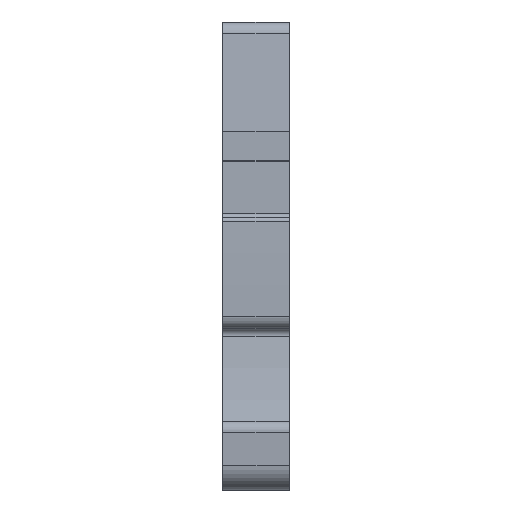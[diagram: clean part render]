
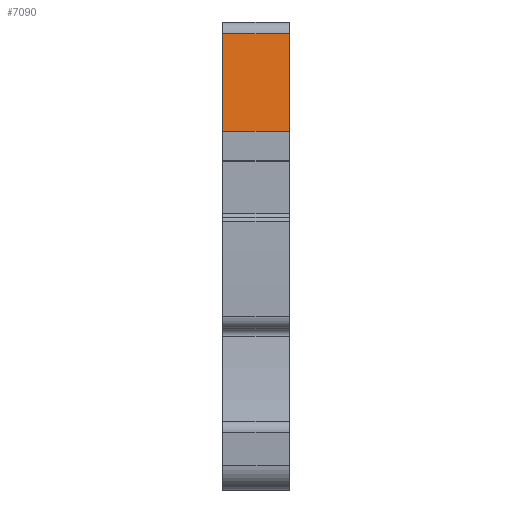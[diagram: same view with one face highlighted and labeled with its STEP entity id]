
A CAD part, front view. The second image highlights one B-rep face of the part: STEP entity #7090.
In plain terms, the highlighted planar face has unit normal (0, -0.996, 0.087).
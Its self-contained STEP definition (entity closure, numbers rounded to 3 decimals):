
#7070=AXIS2_PLACEMENT_3D('Plane Axis2P3D',#7067,#7068,#7069) ;
#3425=CARTESIAN_POINT('Vertex',(0.,1.935,27.7)) ;
#3428=CARTESIAN_POINT('Line Origine',(0.,2.265,31.469)) ;
#3432=CARTESIAN_POINT('Vertex',(0.,2.594,35.237)) ;
#7047=CARTESIAN_POINT('Line Origine',(2.55,2.594,35.237)) ;
#7051=CARTESIAN_POINT('Vertex',(5.1,2.594,35.237)) ;
#7067=CARTESIAN_POINT('Axis2P3D Location',(2.8,1.935,27.7)) ;
#7072=CARTESIAN_POINT('Line Origine',(2.55,1.935,27.7)) ;
#7076=CARTESIAN_POINT('Vertex',(5.1,1.935,27.7)) ;
#7079=CARTESIAN_POINT('Line Origine',(5.1,2.265,31.469)) ;
#3429=DIRECTION('Vector Direction',(0.,0.087,0.996)) ;
#7048=DIRECTION('Vector Direction',(1.,0.,0.)) ;
#7068=DIRECTION('Axis2P3D Direction',(0.,-0.996,0.087)) ;
#7069=DIRECTION('Axis2P3D XDirection',(0.,0.087,0.996)) ;
#7073=DIRECTION('Vector Direction',(-1.,0.,0.)) ;
#7080=DIRECTION('Vector Direction',(0.,0.087,0.996)) ;
#3430=VECTOR('Line Direction',#3429,1.) ;
#7049=VECTOR('Line Direction',#7048,1.) ;
#7074=VECTOR('Line Direction',#7073,1.) ;
#7081=VECTOR('Line Direction',#7080,1.) ;
#7085=ORIENTED_EDGE('',*,*,#7078,.F.) ;
#7086=ORIENTED_EDGE('',*,*,#7083,.T.) ;
#7087=ORIENTED_EDGE('',*,*,#7053,.T.) ;
#7088=ORIENTED_EDGE('',*,*,#3434,.F.) ;
#7090=ADVANCED_FACE('MLD',(#7089),#7071,.T.) ;
#3434=EDGE_CURVE('',#3426,#3433,#3431,.T.) ;
#7053=EDGE_CURVE('',#7052,#3433,#7050,.F.) ;
#7078=EDGE_CURVE('',#7077,#3426,#7075,.T.) ;
#7083=EDGE_CURVE('',#7077,#7052,#7082,.T.) ;
#7084=EDGE_LOOP('',(#7085,#7086,#7087,#7088)) ;
#7089=FACE_OUTER_BOUND('',#7084,.T.) ;
#3431=LINE('Line',#3428,#3430) ;
#7050=LINE('Line',#7047,#7049) ;
#7075=LINE('Line',#7072,#7074) ;
#7082=LINE('Line',#7079,#7081) ;
#7071=PLANE('',#7070) ;
#3426=VERTEX_POINT('',#3425) ;
#3433=VERTEX_POINT('',#3432) ;
#7052=VERTEX_POINT('',#7051) ;
#7077=VERTEX_POINT('',#7076) ;
